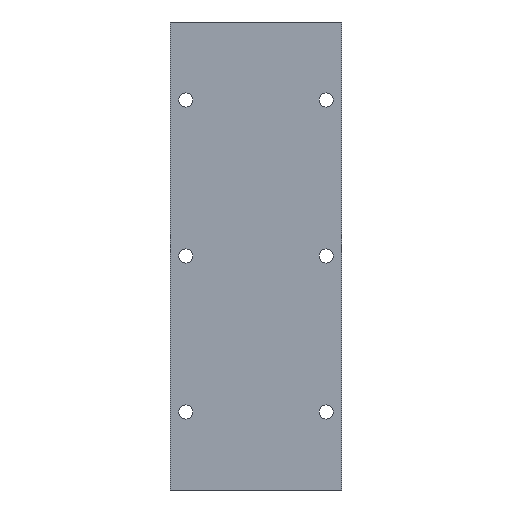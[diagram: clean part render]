
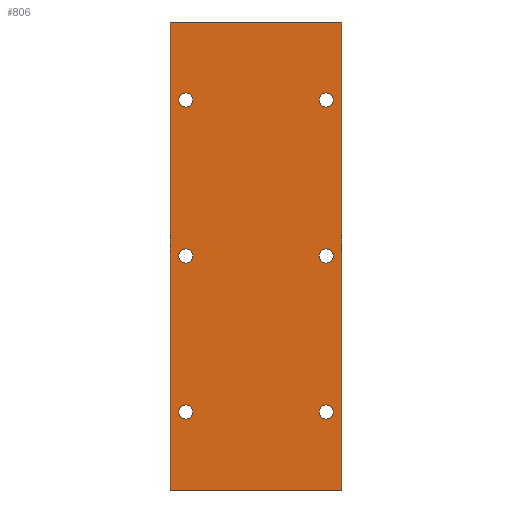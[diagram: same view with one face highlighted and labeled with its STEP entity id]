
A CAD part, front view. The second image highlights one B-rep face of the part: STEP entity #806.
In plain terms, the highlighted planar face has unit normal (0, -1, 0).
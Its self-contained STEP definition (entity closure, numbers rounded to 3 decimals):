
#3 = CIRCLE ( 'NONE', #934, 2.25 ) ;
#22 = CIRCLE ( 'NONE', #846, 2.25 ) ;
#33 = EDGE_LOOP ( 'NONE', ( #256, #59 ) ) ;
#35 = EDGE_CURVE ( 'NONE', #1234, #921, #1151, .T. ) ;
#38 = EDGE_LOOP ( 'NONE', ( #116, #540 ) ) ;
#59 = ORIENTED_EDGE ( 'NONE', *, *, #345, .T. ) ;
#60 = DIRECTION ( 'NONE',  ( 0., 0., 1. ) ) ;
#68 = CARTESIAN_POINT ( 'NONE',  ( 0., 0., 150. ) ) ;
#69 = CARTESIAN_POINT ( 'NONE',  ( 50., 0., 125. ) ) ;
#77 = DIRECTION ( 'NONE',  ( 0., 1., 0. ) ) ;
#78 = DIRECTION ( 'NONE',  ( 0., 1., 0. ) ) ;
#91 = CARTESIAN_POINT ( 'NONE',  ( 5., 0., 27.25 ) ) ;
#93 = CARTESIAN_POINT ( 'NONE',  ( 5., 0., 22.75 ) ) ;
#111 = VERTEX_POINT ( 'NONE', #367 ) ;
#114 = DIRECTION ( 'NONE',  ( 0., 0., -1. ) ) ;
#116 = ORIENTED_EDGE ( 'NONE', *, *, #117, .T. ) ;
#117 = EDGE_CURVE ( 'NONE', #873, #1116, #804, .T. ) ;
#130 = VECTOR ( 'NONE', #1275, 1000. ) ;
#134 = VERTEX_POINT ( 'NONE', #1079 ) ;
#141 = VERTEX_POINT ( 'NONE', #91 ) ;
#145 = DIRECTION ( 'NONE',  ( 0., 1., 0. ) ) ;
#151 = DIRECTION ( 'NONE',  ( 0., 1., 0. ) ) ;
#159 = VECTOR ( 'NONE', #1074, 1000. ) ;
#165 = CARTESIAN_POINT ( 'NONE',  ( 50., 0., 25. ) ) ;
#172 = CARTESIAN_POINT ( 'NONE',  ( 50., 0., 75. ) ) ;
#179 = EDGE_CURVE ( 'NONE', #1046, #1234, #581, .T. ) ;
#185 = DIRECTION ( 'NONE',  ( 0., 0., 1. ) ) ;
#187 = ORIENTED_EDGE ( 'NONE', *, *, #757, .T. ) ;
#194 = CARTESIAN_POINT ( 'NONE',  ( 50., 0., 125. ) ) ;
#196 = VECTOR ( 'NONE', #114, 1000. ) ;
#210 = CARTESIAN_POINT ( 'NONE',  ( 0., 0., 150. ) ) ;
#222 = CARTESIAN_POINT ( 'NONE',  ( 55., 0., 150. ) ) ;
#223 = DIRECTION ( 'NONE',  ( 0., 1., 0. ) ) ;
#231 = EDGE_LOOP ( 'NONE', ( #187, #849 ) ) ;
#243 = AXIS2_PLACEMENT_3D ( 'NONE', #172, #479, #1249 ) ;
#244 = FACE_BOUND ( 'NONE', #432, .T. ) ;
#254 = EDGE_LOOP ( 'NONE', ( #1226, #472 ) ) ;
#256 = ORIENTED_EDGE ( 'NONE', *, *, #299, .T. ) ;
#283 = VERTEX_POINT ( 'NONE', #816 ) ;
#287 = CARTESIAN_POINT ( 'NONE',  ( 0., 0., 150. ) ) ;
#299 = EDGE_CURVE ( 'NONE', #134, #444, #1196, .T. ) ;
#331 = DIRECTION ( 'NONE',  ( 0., 0., 1. ) ) ;
#336 = VERTEX_POINT ( 'NONE', #899 ) ;
#345 = EDGE_CURVE ( 'NONE', #444, #134, #22, .T. ) ;
#366 = ORIENTED_EDGE ( 'NONE', *, *, #179, .F. ) ;
#367 = CARTESIAN_POINT ( 'NONE',  ( 50., 0., 22.75 ) ) ;
#375 = CIRCLE ( 'NONE', #1144, 2.25 ) ;
#381 = CARTESIAN_POINT ( 'NONE',  ( 5., 0., 77.25 ) ) ;
#390 = CARTESIAN_POINT ( 'NONE',  ( 5., 0., 122.75 ) ) ;
#401 = EDGE_CURVE ( 'NONE', #1046, #336, #506, .T. ) ;
#409 = DIRECTION ( 'NONE',  ( 0., 0., 1. ) ) ;
#418 = ORIENTED_EDGE ( 'NONE', *, *, #857, .T. ) ;
#432 = EDGE_LOOP ( 'NONE', ( #463, #513 ) ) ;
#444 = VERTEX_POINT ( 'NONE', #390 ) ;
#463 = ORIENTED_EDGE ( 'NONE', *, *, #604, .T. ) ;
#472 = ORIENTED_EDGE ( 'NONE', *, *, #867, .T. ) ;
#475 = DIRECTION ( 'NONE',  ( 0., 0., 1. ) ) ;
#479 = DIRECTION ( 'NONE',  ( 0., 1., 0. ) ) ;
#490 = CARTESIAN_POINT ( 'NONE',  ( 55., 0., 0. ) ) ;
#498 = CARTESIAN_POINT ( 'NONE',  ( 50., 0., 72.75 ) ) ;
#499 = CARTESIAN_POINT ( 'NONE',  ( 5., 0., 125. ) ) ;
#502 = VERTEX_POINT ( 'NONE', #771 ) ;
#506 = LINE ( 'NONE', #210, #196 ) ;
#513 = ORIENTED_EDGE ( 'NONE', *, *, #718, .T. ) ;
#521 = CARTESIAN_POINT ( 'NONE',  ( 5., 0., 125. ) ) ;
#531 = EDGE_CURVE ( 'NONE', #862, #502, #900, .T. ) ;
#540 = ORIENTED_EDGE ( 'NONE', *, *, #1006, .T. ) ;
#556 = DIRECTION ( 'NONE',  ( 0., 1., 0. ) ) ;
#563 = CIRCLE ( 'NONE', #919, 2.25 ) ;
#574 = EDGE_LOOP ( 'NONE', ( #997, #1164 ) ) ;
#581 = LINE ( 'NONE', #588, #159 ) ;
#588 = CARTESIAN_POINT ( 'NONE',  ( 0., 0., 150. ) ) ;
#591 = AXIS2_PLACEMENT_3D ( 'NONE', #68, #859, #1257 ) ;
#601 = DIRECTION ( 'NONE',  ( 0., 0., 1. ) ) ;
#604 = EDGE_CURVE ( 'NONE', #924, #111, #1233, .T. ) ;
#609 = AXIS2_PLACEMENT_3D ( 'NONE', #1120, #1021, #331 ) ;
#648 = CARTESIAN_POINT ( 'NONE',  ( 5., 0., 25. ) ) ;
#649 = AXIS2_PLACEMENT_3D ( 'NONE', #499, #223, #601 ) ;
#660 = FACE_BOUND ( 'NONE', #38, .T. ) ;
#665 = DIRECTION ( 'NONE',  ( 0., 0., 1. ) ) ;
#675 = LINE ( 'NONE', #768, #130 ) ;
#682 = VECTOR ( 'NONE', #1242, 1000. ) ;
#718 = EDGE_CURVE ( 'NONE', #111, #924, #563, .T. ) ;
#725 = CIRCLE ( 'NONE', #896, 2.25 ) ;
#741 = FACE_BOUND ( 'NONE', #574, .T. ) ;
#742 = EDGE_CURVE ( 'NONE', #141, #913, #3, .T. ) ;
#746 = CIRCLE ( 'NONE', #853, 2.25 ) ;
#757 = EDGE_CURVE ( 'NONE', #1058, #283, #375, .T. ) ;
#758 = CARTESIAN_POINT ( 'NONE',  ( 50., 0., 75. ) ) ;
#768 = CARTESIAN_POINT ( 'NONE',  ( 0., 0., 0. ) ) ;
#771 = CARTESIAN_POINT ( 'NONE',  ( 50., 0., 122.75 ) ) ;
#790 = DIRECTION ( 'NONE',  ( 0., 1., 0. ) ) ;
#804 = CIRCLE ( 'NONE', #243, 2.25 ) ;
#806 = ADVANCED_FACE ( 'NONE', ( #741, #1149, #660, #1065, #244, #840, #1054 ), #954, .F. ) ;
#816 = CARTESIAN_POINT ( 'NONE',  ( 5., 0., 72.75 ) ) ;
#840 = FACE_BOUND ( 'NONE', #254, .T. ) ;
#846 = AXIS2_PLACEMENT_3D ( 'NONE', #521, #1207, #409 ) ;
#849 = ORIENTED_EDGE ( 'NONE', *, *, #1048, .T. ) ;
#853 = AXIS2_PLACEMENT_3D ( 'NONE', #983, #78, #1258 ) ;
#857 = EDGE_CURVE ( 'NONE', #336, #921, #675, .T. ) ;
#859 = DIRECTION ( 'NONE',  ( 0., 1., 0. ) ) ;
#862 = VERTEX_POINT ( 'NONE', #1169 ) ;
#867 = EDGE_CURVE ( 'NONE', #913, #141, #1025, .T. ) ;
#873 = VERTEX_POINT ( 'NONE', #876 ) ;
#876 = CARTESIAN_POINT ( 'NONE',  ( 50., 0., 77.25 ) ) ;
#886 = DIRECTION ( 'NONE',  ( 0., 1., 0. ) ) ;
#896 = AXIS2_PLACEMENT_3D ( 'NONE', #758, #1159, #665 ) ;
#899 = CARTESIAN_POINT ( 'NONE',  ( 0., 0., 0. ) ) ;
#900 = CIRCLE ( 'NONE', #1126, 2.25 ) ;
#913 = VERTEX_POINT ( 'NONE', #93 ) ;
#919 = AXIS2_PLACEMENT_3D ( 'NONE', #165, #556, #60 ) ;
#921 = VERTEX_POINT ( 'NONE', #490 ) ;
#924 = VERTEX_POINT ( 'NONE', #1281 ) ;
#932 = CARTESIAN_POINT ( 'NONE',  ( 5., 0., 75. ) ) ;
#934 = AXIS2_PLACEMENT_3D ( 'NONE', #648, #151, #939 ) ;
#939 = DIRECTION ( 'NONE',  ( 0., 0., 1. ) ) ;
#943 = DIRECTION ( 'NONE',  ( 0., 0., 1. ) ) ;
#954 = PLANE ( 'NONE',  #591 ) ;
#961 = CARTESIAN_POINT ( 'NONE',  ( 5., 0., 25. ) ) ;
#963 = DIRECTION ( 'NONE',  ( 0., 0., 1. ) ) ;
#980 = CIRCLE ( 'NONE', #1235, 2.25 ) ;
#983 = CARTESIAN_POINT ( 'NONE',  ( 5., 0., 75. ) ) ;
#997 = ORIENTED_EDGE ( 'NONE', *, *, #531, .T. ) ;
#1006 = EDGE_CURVE ( 'NONE', #1116, #873, #725, .T. ) ;
#1021 = DIRECTION ( 'NONE',  ( 0., 1., 0. ) ) ;
#1025 = CIRCLE ( 'NONE', #1241, 2.25 ) ;
#1046 = VERTEX_POINT ( 'NONE', #287 ) ;
#1048 = EDGE_CURVE ( 'NONE', #283, #1058, #746, .T. ) ;
#1051 = CARTESIAN_POINT ( 'NONE',  ( 55., 0., 150. ) ) ;
#1054 = FACE_OUTER_BOUND ( 'NONE', #1067, .T. ) ;
#1058 = VERTEX_POINT ( 'NONE', #381 ) ;
#1065 = FACE_BOUND ( 'NONE', #231, .T. ) ;
#1067 = EDGE_LOOP ( 'NONE', ( #418, #1086, #366, #1142 ) ) ;
#1074 = DIRECTION ( 'NONE',  ( 1., 0., 0. ) ) ;
#1079 = CARTESIAN_POINT ( 'NONE',  ( 5., 0., 127.25 ) ) ;
#1086 = ORIENTED_EDGE ( 'NONE', *, *, #35, .F. ) ;
#1100 = EDGE_CURVE ( 'NONE', #502, #862, #980, .T. ) ;
#1116 = VERTEX_POINT ( 'NONE', #498 ) ;
#1120 = CARTESIAN_POINT ( 'NONE',  ( 50., 0., 25. ) ) ;
#1126 = AXIS2_PLACEMENT_3D ( 'NONE', #194, #886, #185 ) ;
#1142 = ORIENTED_EDGE ( 'NONE', *, *, #401, .T. ) ;
#1144 = AXIS2_PLACEMENT_3D ( 'NONE', #932, #145, #943 ) ;
#1149 = FACE_BOUND ( 'NONE', #33, .T. ) ;
#1151 = LINE ( 'NONE', #1051, #682 ) ;
#1159 = DIRECTION ( 'NONE',  ( 0., 1., 0. ) ) ;
#1164 = ORIENTED_EDGE ( 'NONE', *, *, #1100, .T. ) ;
#1169 = CARTESIAN_POINT ( 'NONE',  ( 50., 0., 127.25 ) ) ;
#1196 = CIRCLE ( 'NONE', #649, 2.25 ) ;
#1207 = DIRECTION ( 'NONE',  ( 0., 1., 0. ) ) ;
#1226 = ORIENTED_EDGE ( 'NONE', *, *, #742, .T. ) ;
#1233 = CIRCLE ( 'NONE', #609, 2.25 ) ;
#1234 = VERTEX_POINT ( 'NONE', #222 ) ;
#1235 = AXIS2_PLACEMENT_3D ( 'NONE', #69, #790, #963 ) ;
#1241 = AXIS2_PLACEMENT_3D ( 'NONE', #961, #77, #475 ) ;
#1242 = DIRECTION ( 'NONE',  ( 0., 0., -1. ) ) ;
#1249 = DIRECTION ( 'NONE',  ( 0., 0., 1. ) ) ;
#1257 = DIRECTION ( 'NONE',  ( 0., 0., 1. ) ) ;
#1258 = DIRECTION ( 'NONE',  ( 0., 0., 1. ) ) ;
#1275 = DIRECTION ( 'NONE',  ( 1., 0., 0. ) ) ;
#1281 = CARTESIAN_POINT ( 'NONE',  ( 50., 0., 27.25 ) ) ;
